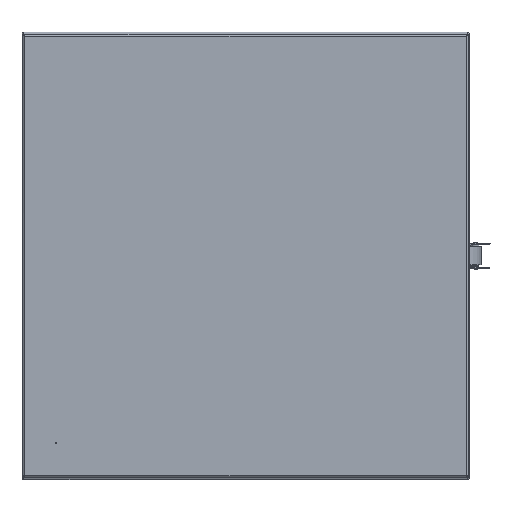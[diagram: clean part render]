
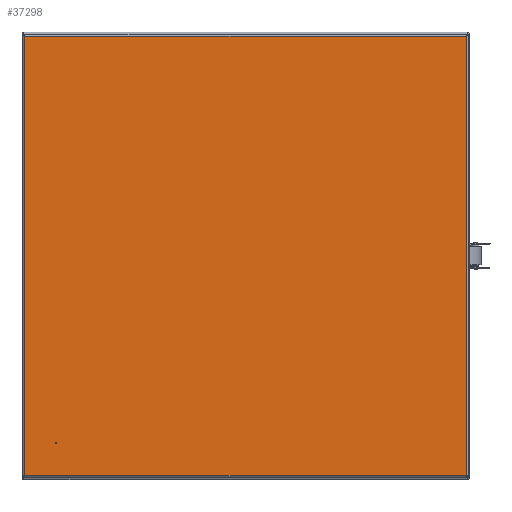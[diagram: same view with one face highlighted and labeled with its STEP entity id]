
A CAD part, top view. The second image highlights one B-rep face of the part: STEP entity #37298.
In plain terms, the highlighted planar face has unit normal (0, 0, 1).
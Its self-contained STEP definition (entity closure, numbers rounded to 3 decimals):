
#3815=LINE('',#66084,#6013);
#3824=LINE('',#66145,#6022);
#3854=LINE('',#66330,#6052);
#3855=LINE('',#66332,#6053);
#6013=VECTOR('',#44402,0.394);
#6022=VECTOR('',#44419,0.394);
#6052=VECTOR('',#44479,0.394);
#6053=VECTOR('',#44482,0.394);
#9360=FACE_OUTER_BOUND('',#11684,.T.);
#11684=EDGE_LOOP('',(#28283,#28284,#28285,#28286));
#16123=VERTEX_POINT('',#65950);
#16128=VERTEX_POINT('',#66004);
#16133=VERTEX_POINT('',#66076);
#16140=VERTEX_POINT('',#66144);
#20442=EDGE_CURVE('',#16123,#16133,#3815,.T.);
#20455=EDGE_CURVE('',#16140,#16128,#3824,.T.);
#20493=EDGE_CURVE('',#16128,#16123,#3854,.T.);
#20494=EDGE_CURVE('',#16133,#16140,#3855,.T.);
#28283=ORIENTED_EDGE('',*,*,#20493,.T.);
#28284=ORIENTED_EDGE('',*,*,#20442,.T.);
#28285=ORIENTED_EDGE('',*,*,#20494,.T.);
#28286=ORIENTED_EDGE('',*,*,#20455,.T.);
#36000=PLANE('',#40203);
#37298=ADVANCED_FACE('',(#9360),#36000,.T.);
#40203=AXIS2_PLACEMENT_3D('',#66331,#44480,#44481);
#44402=DIRECTION('',(1.,0.,0.));
#44419=DIRECTION('',(-1.,0.,0.));
#44479=DIRECTION('',(0.,-1.,0.));
#44480=DIRECTION('center_axis',(0.,0.,1.));
#44481=DIRECTION('ref_axis',(1.,0.,0.));
#44482=DIRECTION('',(0.,1.,0.));
#65950=CARTESIAN_POINT('',(-9.875,-9.818,0.053));
#66004=CARTESIAN_POINT('',(-9.875,9.818,0.053));
#66076=CARTESIAN_POINT('',(9.875,-9.818,0.053));
#66084=CARTESIAN_POINT('',(-4.98,-9.818,0.053));
#66144=CARTESIAN_POINT('',(9.875,9.818,0.053));
#66145=CARTESIAN_POINT('',(4.98,9.818,0.053));
#66330=CARTESIAN_POINT('',(-9.875,4.909,0.053));
#66331=CARTESIAN_POINT('Origin',(0.,0.,
0.053));
#66332=CARTESIAN_POINT('',(9.875,-4.909,0.053));
